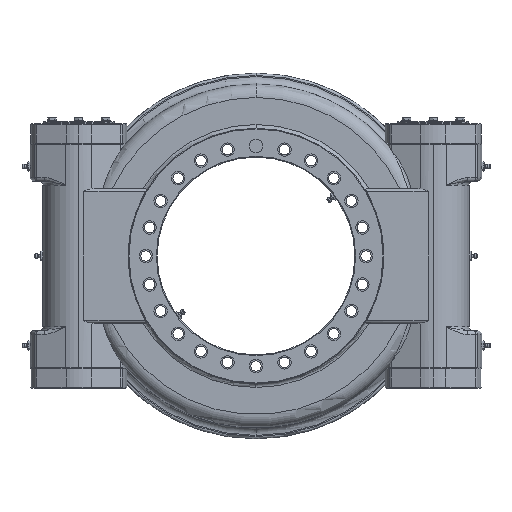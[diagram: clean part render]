
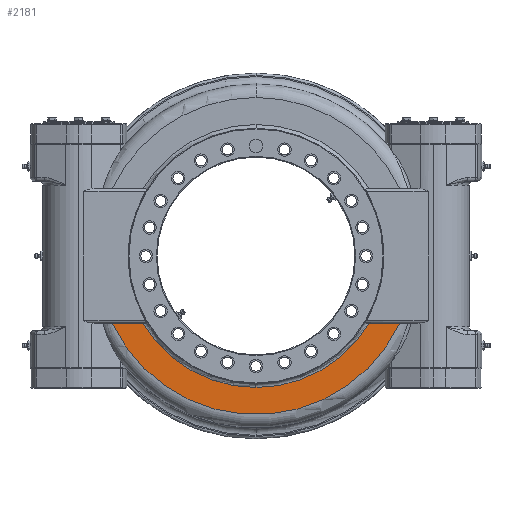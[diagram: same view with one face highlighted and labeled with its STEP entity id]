
A CAD part, left-side view. The second image highlights one B-rep face of the part: STEP entity #2181.
In plain terms, the highlighted planar face has unit normal (-1, 0, 0).
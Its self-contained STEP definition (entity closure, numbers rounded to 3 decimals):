
#923 = CIRCLE ( 'NONE', #4758, 176.25 ) ;
#1634 = DIRECTION ( 'NONE',  ( -1., 0., 0. ) ) ;
#2181 = ADVANCED_FACE ( 'NONE', ( #22675 ), #33147, .F. ) ;
#2574 = VECTOR ( 'NONE', #62527, 1000. ) ;
#2914 = EDGE_CURVE ( 'NONE', #55251, #11561, #48243, .T. ) ;
#3064 = ORIENTED_EDGE ( 'NONE', *, *, #37765, .F. ) ;
#4115 = LINE ( 'NONE', #57650, #2574 ) ;
#4758 = AXIS2_PLACEMENT_3D ( 'NONE', #30632, #1634, #35526 ) ;
#5797 = VERTEX_POINT ( 'NONE', #11596 ) ;
#11561 = VERTEX_POINT ( 'NONE', #33595 ) ;
#11596 = CARTESIAN_POINT ( 'NONE',  ( -43.5, -151.539, -90. ) ) ;
#13135 = DIRECTION ( 'NONE',  ( -1., 0., 0. ) ) ;
#16316 = DIRECTION ( 'NONE',  ( -1., 0., 0. ) ) ;
#18571 = VERTEX_POINT ( 'NONE', #54359 ) ;
#19244 = ORIENTED_EDGE ( 'NONE', *, *, #34376, .F. ) ;
#19347 = EDGE_LOOP ( 'NONE', ( #24272, #49757, #53604, #19244, #3064 ) ) ;
#22236 = AXIS2_PLACEMENT_3D ( 'NONE', #47023, #13135, #51874 ) ;
#22675 = FACE_OUTER_BOUND ( 'NONE', #19347, .T. ) ;
#24272 = ORIENTED_EDGE ( 'NONE', *, *, #28548, .F. ) ;
#24359 = CARTESIAN_POINT ( 'NONE',  ( -43.5, 176.25, -90. ) ) ;
#28548 = EDGE_CURVE ( 'NONE', #55251, #50003, #38373, .T. ) ;
#30632 = CARTESIAN_POINT ( 'NONE',  ( -43.5, 0., 0. ) ) ;
#31679 = CARTESIAN_POINT ( 'NONE',  ( -43.5, 151.539, -90. ) ) ;
#33147 = PLANE ( 'NONE',  #34751 ) ;
#33362 = DIRECTION ( 'NONE',  ( 0., 0., -1. ) ) ;
#33595 = CARTESIAN_POINT ( 'NONE',  ( -43.5, -192.5, -90. ) ) ;
#34376 = EDGE_CURVE ( 'NONE', #18571, #5797, #923, .T. ) ;
#34751 = AXIS2_PLACEMENT_3D ( 'NONE', #57442, #62309, #33362 ) ;
#35526 = DIRECTION ( 'NONE',  ( 0., 0., 1. ) ) ;
#37765 = EDGE_CURVE ( 'NONE', #50003, #18571, #57632, .T. ) ;
#38373 = LINE ( 'NONE', #24359, #61070 ) ;
#38932 = DIRECTION ( 'NONE',  ( 0., -1., 0. ) ) ;
#40037 = EDGE_CURVE ( 'NONE', #5797, #11561, #4115, .T. ) ;
#45315 = CARTESIAN_POINT ( 'NONE',  ( -43.5, 0., 0. ) ) ;
#47023 = CARTESIAN_POINT ( 'NONE',  ( -43.5, 0., 0. ) ) ;
#48243 = CIRCLE ( 'NONE', #22236, 212.5 ) ;
#49757 = ORIENTED_EDGE ( 'NONE', *, *, #2914, .T. ) ;
#49980 = AXIS2_PLACEMENT_3D ( 'NONE', #45315, #16316, #50171 ) ;
#50003 = VERTEX_POINT ( 'NONE', #31679 ) ;
#50171 = DIRECTION ( 'NONE',  ( 0., 0., 1. ) ) ;
#51874 = DIRECTION ( 'NONE',  ( 0., 0., 1. ) ) ;
#52773 = CARTESIAN_POINT ( 'NONE',  ( -43.5, 192.5, -90. ) ) ;
#53604 = ORIENTED_EDGE ( 'NONE', *, *, #40037, .F. ) ;
#54359 = CARTESIAN_POINT ( 'NONE',  ( -43.5, 0., -176.25 ) ) ;
#55251 = VERTEX_POINT ( 'NONE', #52773 ) ;
#57442 = CARTESIAN_POINT ( 'NONE',  ( -43.5, 176.25, 0. ) ) ;
#57632 = CIRCLE ( 'NONE', #49980, 176.25 ) ;
#57650 = CARTESIAN_POINT ( 'NONE',  ( -43.5, 176.25, -90. ) ) ;
#61070 = VECTOR ( 'NONE', #38932, 1000. ) ;
#62309 = DIRECTION ( 'NONE',  ( 1., 0., 0. ) ) ;
#62527 = DIRECTION ( 'NONE',  ( 0., -1., 0. ) ) ;
